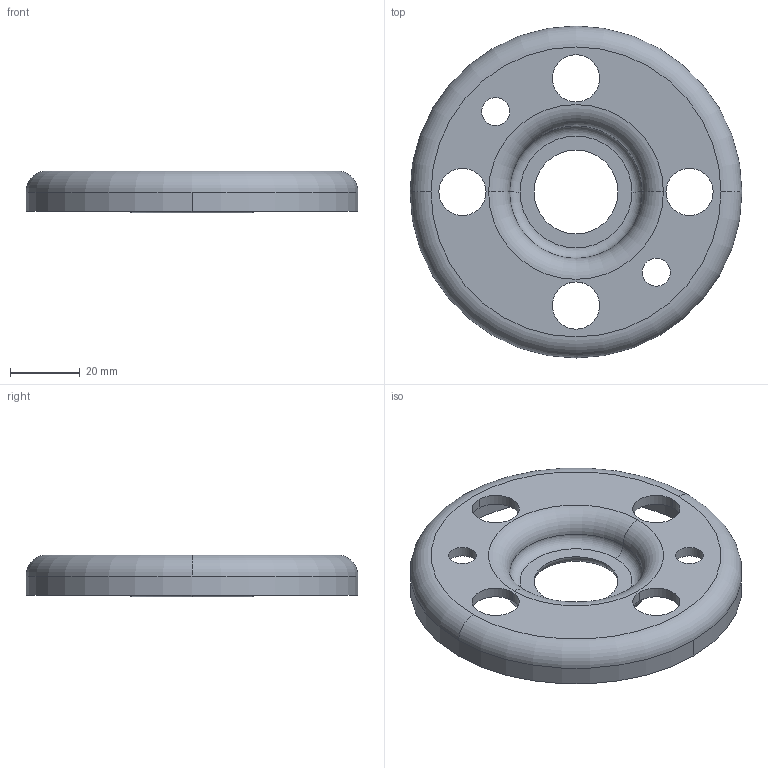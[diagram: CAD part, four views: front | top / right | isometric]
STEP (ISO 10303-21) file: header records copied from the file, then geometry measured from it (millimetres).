
FILE_DESCRIPTION(('STEP AP214'),'1');
FILE_NAME('Losflansch-DN15.stp','2023-07-13T07:17:35',(' '),(' '),'Spatial InterOp 3D',' ',' ');
FILE_SCHEMA(('automotive_design'));
Length unit declared in the file: millimetre
Products named in the file (2): 3D-Arbeitsebene
Assembly tree (1 placements, depth 2):
  3D-Arbeitsebene
    3D-Arbeitsebene
Bounding box: 95 x 95 x 12 mm (x, y, z)
Volume: 25380.9 mm3; surface area: 18701.9 mm2
Topology: 1 solids, 1 shells, 35 faces, 96 edges, 66 vertices
Faces by surface type: cylinder 16, torus 14, plane 5
Entity records: 1537 total; most frequent: DIRECTION 250, CARTESIAN_POINT 199, ORIENTED_EDGE 192, AXIS2_PLACEMENT_3D 117, EDGE_CURVE 96, CIRCLE 80, VERTEX_POINT 66, EDGE_LOOP 52
